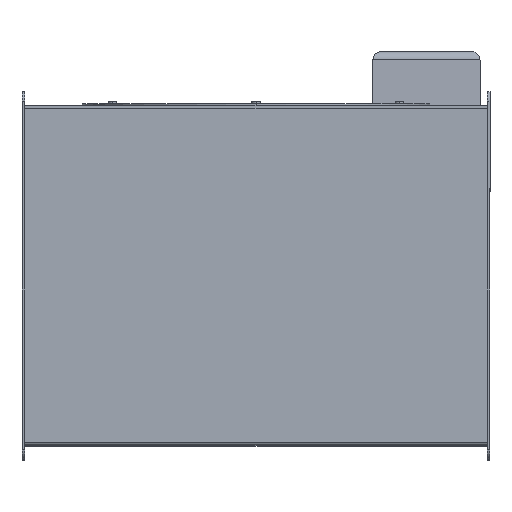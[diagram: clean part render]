
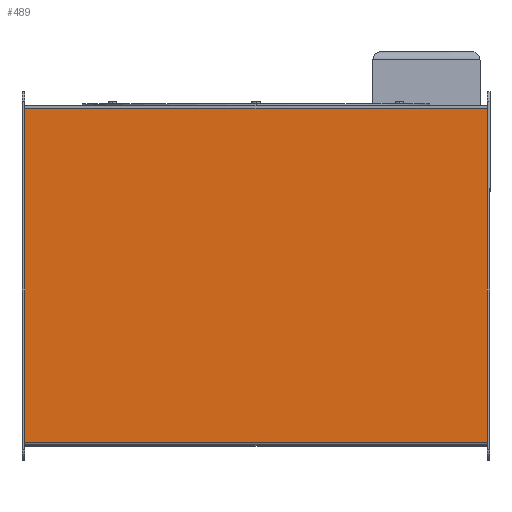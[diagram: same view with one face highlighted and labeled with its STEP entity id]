
A CAD part, top view. The second image highlights one B-rep face of the part: STEP entity #489.
In plain terms, the highlighted planar face has unit normal (0, 0, 1).
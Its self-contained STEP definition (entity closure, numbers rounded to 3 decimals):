
#489 = ADVANCED_FACE ( 'NONE', ( #2392 ), #2391, .T. ) ;
#490 = EDGE_LOOP ( 'NONE', ( #491, #495, #498, #552 ) ) ;
#491 = ORIENTED_EDGE ( 'NONE', *, *, #492, .T. ) ;
#492 = EDGE_CURVE ( 'NONE', #493, #494, #2454, .T. ) ;
#493 = VERTEX_POINT ( 'NONE', #2447 ) ;
#494 = VERTEX_POINT ( 'NONE', #2446 ) ;
#495 = ORIENTED_EDGE ( 'NONE', *, *, #496, .T. ) ;
#496 = EDGE_CURVE ( 'NONE', #494, #497, #2445, .T. ) ;
#497 = VERTEX_POINT ( 'NONE', #2441 ) ;
#498 = ORIENTED_EDGE ( 'NONE', *, *, #499, .T. ) ;
#499 = EDGE_CURVE ( 'NONE', #497, #551, #2440, .T. ) ;
#551 = VERTEX_POINT ( 'NONE', #2526 ) ;
#552 = ORIENTED_EDGE ( 'NONE', *, *, #553, .T. ) ;
#553 = EDGE_CURVE ( 'NONE', #551, #493, #2525, .T. ) ;
#2390 = CARTESIAN_POINT ( 'NONE',  ( -280., 0., 3. ) ) ;
#2391 = PLANE ( 'NONE',  #2453 ) ;
#2392 = FACE_OUTER_BOUND ( 'NONE', #490, .T. ) ;
#2437 = DIRECTION ( 'NONE',  ( -1., 0., 0. ) ) ;
#2438 = VECTOR ( 'NONE', #2437, 1000. ) ;
#2439 = CARTESIAN_POINT ( 'NONE',  ( -280., 400., 3. ) ) ;
#2440 = LINE ( 'NONE', #2439, #2438 ) ;
#2441 = CARTESIAN_POINT ( 'NONE',  ( 277., 400., 3. ) ) ;
#2442 = DIRECTION ( 'NONE',  ( 0., 1., 0. ) ) ;
#2443 = VECTOR ( 'NONE', #2442, 1000. ) ;
#2444 = CARTESIAN_POINT ( 'NONE',  ( 277., 0., 3. ) ) ;
#2445 = LINE ( 'NONE', #2444, #2443 ) ;
#2446 = CARTESIAN_POINT ( 'NONE',  ( 277., 0.737, 3. ) ) ;
#2447 = CARTESIAN_POINT ( 'NONE',  ( -277., 0.737, 3. ) ) ;
#2448 = DIRECTION ( 'NONE',  ( 1., 0., 0. ) ) ;
#2449 = VECTOR ( 'NONE', #2448, 1000. ) ;
#2450 = CARTESIAN_POINT ( 'NONE',  ( -280., 0.737, 3. ) ) ;
#2451 = DIRECTION ( 'NONE',  ( 1., 0., 0. ) ) ;
#2452 = DIRECTION ( 'NONE',  ( 0., 0., 1. ) ) ;
#2453 = AXIS2_PLACEMENT_3D ( 'NONE', #2390, #2452, #2451 ) ;
#2454 = LINE ( 'NONE', #2450, #2449 ) ;
#2522 = DIRECTION ( 'NONE',  ( 0., -1., 0. ) ) ;
#2523 = VECTOR ( 'NONE', #2522, 1000. ) ;
#2524 = CARTESIAN_POINT ( 'NONE',  ( -277., 0., 3. ) ) ;
#2525 = LINE ( 'NONE', #2524, #2523 ) ;
#2526 = CARTESIAN_POINT ( 'NONE',  ( -277., 400., 3. ) ) ;
